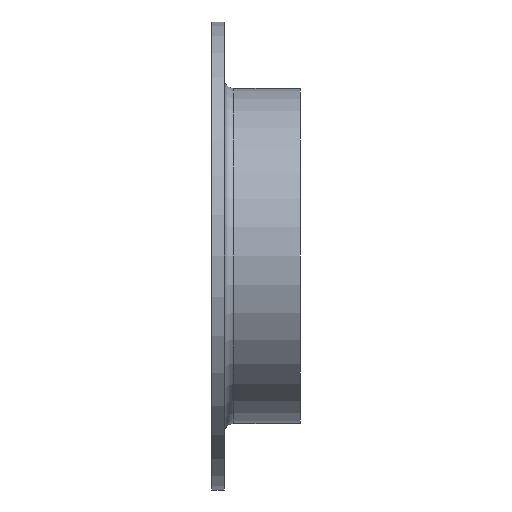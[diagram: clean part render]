
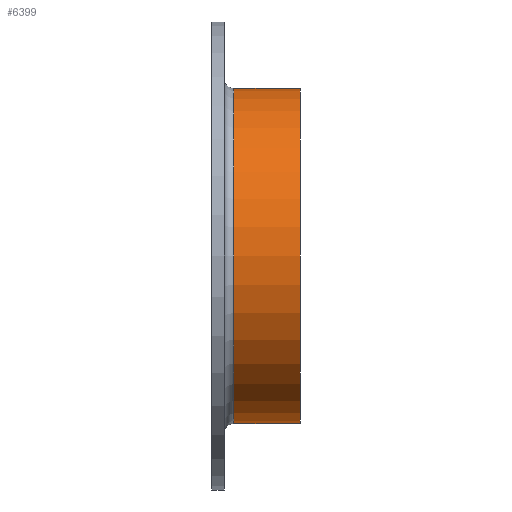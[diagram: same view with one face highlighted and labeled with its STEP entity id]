
A CAD part, front view. The second image highlights one B-rep face of the part: STEP entity #6399.
In plain terms, the highlighted cylindrical face has radius 53 mm (diameter 106 mm), a full revolution.
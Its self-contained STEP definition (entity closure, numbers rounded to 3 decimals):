
#437 = AXIS2_PLACEMENT_3D ( 'NONE', #8212, #4606, #4690 ) ;
#479 = FACE_OUTER_BOUND ( 'NONE', #3855, .T. ) ;
#1490 = DIRECTION ( 'NONE',  ( 0., 0., 1. ) ) ;
#1757 = CIRCLE ( 'NONE', #3781, 53. ) ;
#3781 = AXIS2_PLACEMENT_3D ( 'NONE', #14081, #14972, #10273 ) ;
#3855 = EDGE_LOOP ( 'NONE', ( #8438 ) ) ;
#4100 = EDGE_CURVE ( 'NONE', #8339, #8339, #7102, .T. ) ;
#4606 = DIRECTION ( 'NONE',  ( 1., 0., 0. ) ) ;
#4690 = DIRECTION ( 'NONE',  ( 0., 0., 1. ) ) ;
#5173 = FACE_OUTER_BOUND ( 'NONE', #12513, .T. ) ;
#5243 = DIRECTION ( 'NONE',  ( -1., 0., 0. ) ) ;
#6399 = ADVANCED_FACE ( 'NONE', ( #5173, #479 ), #14391, .T. ) ;
#7102 = CIRCLE ( 'NONE', #437, 53. ) ;
#7474 = AXIS2_PLACEMENT_3D ( 'NONE', #11995, #5243, #1490 ) ;
#8212 = CARTESIAN_POINT ( 'NONE',  ( 7., 0., 0. ) ) ;
#8339 = VERTEX_POINT ( 'NONE', #9338 ) ;
#8438 = ORIENTED_EDGE ( 'NONE', *, *, #13048, .T. ) ;
#9338 = CARTESIAN_POINT ( 'NONE',  ( 7., 0., 53. ) ) ;
#9543 = VERTEX_POINT ( 'NONE', #12783 ) ;
#10273 = DIRECTION ( 'NONE',  ( 0., 0., 1. ) ) ;
#11995 = CARTESIAN_POINT ( 'NONE',  ( 0., 0., 0. ) ) ;
#12513 = EDGE_LOOP ( 'NONE', ( #15048 ) ) ;
#12783 = CARTESIAN_POINT ( 'NONE',  ( 28., 0., 53. ) ) ;
#13048 = EDGE_CURVE ( 'NONE', #9543, #9543, #1757, .T. ) ;
#14081 = CARTESIAN_POINT ( 'NONE',  ( 28., 0., 0. ) ) ;
#14391 = CYLINDRICAL_SURFACE ( 'NONE', #7474, 53. ) ;
#14972 = DIRECTION ( 'NONE',  ( -1., 0., 0. ) ) ;
#15048 = ORIENTED_EDGE ( 'NONE', *, *, #4100, .T. ) ;
